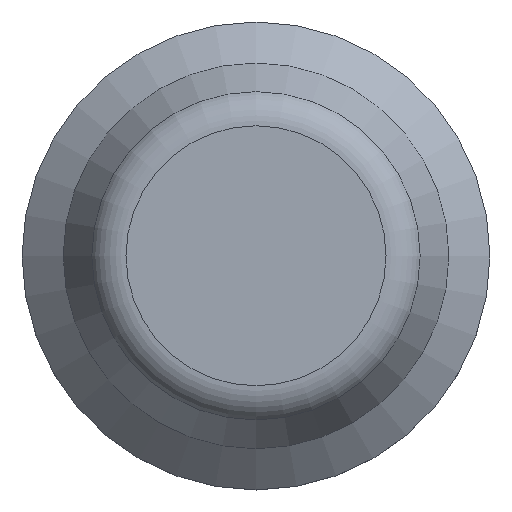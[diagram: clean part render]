
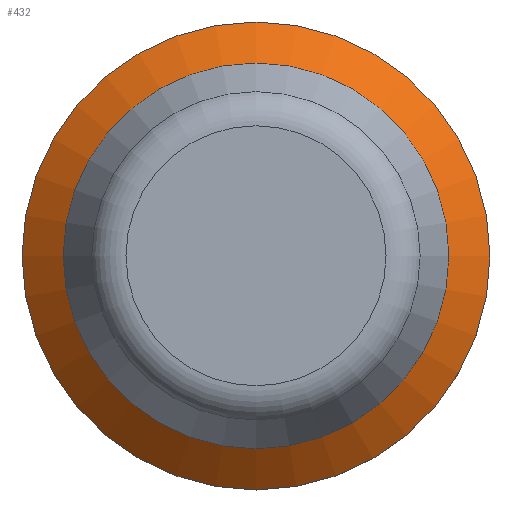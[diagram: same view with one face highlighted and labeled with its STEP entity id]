
A CAD part, top view. The second image highlights one B-rep face of the part: STEP entity #432.
In plain terms, the highlighted conical face has half-angle 50 degrees and reference radius 12.2 mm.
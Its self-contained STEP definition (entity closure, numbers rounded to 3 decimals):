
#22=CONICAL_SURFACE('',#483,12.2,0.873);
#119=ORIENTED_EDGE('',*,*,#234,.T.);
#120=ORIENTED_EDGE('',*,*,#233,.F.);
#233=EDGE_CURVE('',#291,#291,#325,.T.);
#234=EDGE_CURVE('',#292,#292,#326,.T.);
#291=VERTEX_POINT('',#705);
#292=VERTEX_POINT('',#708);
#325=CIRCLE('',#482,12.2);
#326=CIRCLE('',#484,10.055);
#346=EDGE_LOOP('',(#119));
#347=EDGE_LOOP('',(#120));
#384=FACE_BOUND('',#346,.T.);
#385=FACE_BOUND('',#347,.T.);
#432=ADVANCED_FACE('',(#384,#385),#22,.T.);
#482=AXIS2_PLACEMENT_3D('',#704,#557,#558);
#483=AXIS2_PLACEMENT_3D('',#706,#559,#560);
#484=AXIS2_PLACEMENT_3D('',#707,#561,#562);
#557=DIRECTION('',(0.,0.,-1.));
#558=DIRECTION('',(-1.,0.,0.));
#559=DIRECTION('',(0.,0.,-1.));
#560=DIRECTION('',(-1.,0.,0.));
#561=DIRECTION('',(0.,0.,-1.));
#562=DIRECTION('',(-1.,0.,0.));
#704=CARTESIAN_POINT('',(0.,0.,2.));
#705=CARTESIAN_POINT('',(-12.2,0.,2.));
#706=CARTESIAN_POINT('',(0.,0.,2.));
#707=CARTESIAN_POINT('',(0.,0.,3.8));
#708=CARTESIAN_POINT('',(-10.055,0.,3.8));
